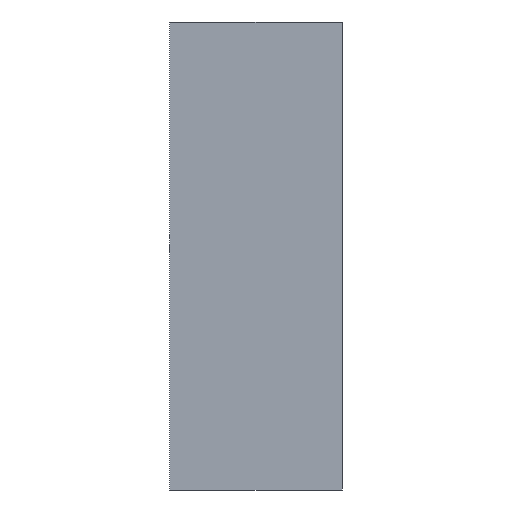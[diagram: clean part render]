
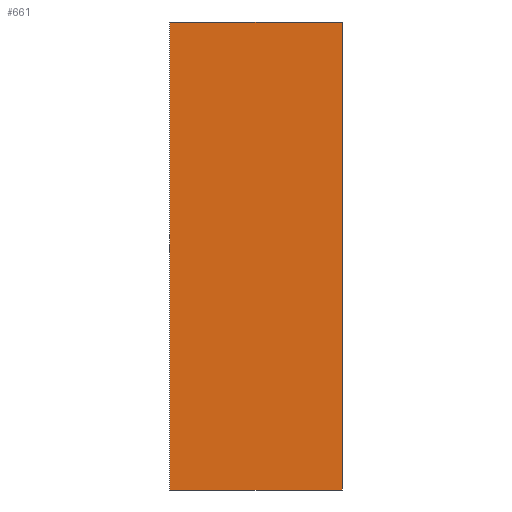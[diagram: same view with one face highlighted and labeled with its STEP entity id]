
A CAD part, front view. The second image highlights one B-rep face of the part: STEP entity #661.
In plain terms, the highlighted planar face has unit normal (0, -1, 0).
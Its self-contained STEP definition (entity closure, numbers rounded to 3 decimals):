
#5 = DIRECTION ( 'NONE',  ( 0., 0., -1. ) ) ;
#48 = PLANE ( 'NONE',  #127 ) ;
#65 = ORIENTED_EDGE ( 'NONE', *, *, #671, .F. ) ;
#127 = AXIS2_PLACEMENT_3D ( 'NONE', #327, #256, #408 ) ;
#157 = VERTEX_POINT ( 'NONE', #868 ) ;
#227 = ORIENTED_EDGE ( 'NONE', *, *, #476, .T. ) ;
#233 = EDGE_CURVE ( 'NONE', #646, #650, #601, .T. ) ;
#235 = VECTOR ( 'NONE', #5, 1000. ) ;
#256 = DIRECTION ( 'NONE',  ( 0., 1., 0. ) ) ;
#270 = CARTESIAN_POINT ( 'NONE',  ( 14.75, -6.895, 79.9 ) ) ;
#280 = EDGE_LOOP ( 'NONE', ( #227, #65, #547, #705 ) ) ;
#287 = LINE ( 'NONE', #502, #235 ) ;
#295 = VECTOR ( 'NONE', #846, 1000. ) ;
#308 = LINE ( 'NONE', #448, #760 ) ;
#327 = CARTESIAN_POINT ( 'NONE',  ( -14.75, -6.895, 79.9 ) ) ;
#373 = EDGE_CURVE ( 'NONE', #646, #157, #287, .T. ) ;
#397 = FACE_OUTER_BOUND ( 'NONE', #280, .T. ) ;
#398 = CARTESIAN_POINT ( 'NONE',  ( -14.75, -6.895, 79.9 ) ) ;
#408 = DIRECTION ( 'NONE',  ( 0., 0., 1. ) ) ;
#448 = CARTESIAN_POINT ( 'NONE',  ( -14.75, -6.895, 0. ) ) ;
#457 = DIRECTION ( 'NONE',  ( 1., 0., 0. ) ) ;
#476 = EDGE_CURVE ( 'NONE', #157, #647, #308, .T. ) ;
#502 = CARTESIAN_POINT ( 'NONE',  ( -14.75, -6.895, 79.9 ) ) ;
#504 = VECTOR ( 'NONE', #604, 1000. ) ;
#543 = CARTESIAN_POINT ( 'NONE',  ( 14.75, -6.895, 79.9 ) ) ;
#547 = ORIENTED_EDGE ( 'NONE', *, *, #233, .F. ) ;
#601 = LINE ( 'NONE', #398, #504 ) ;
#604 = DIRECTION ( 'NONE',  ( 1., 0., 0. ) ) ;
#617 = CARTESIAN_POINT ( 'NONE',  ( -14.75, -6.895, 79.9 ) ) ;
#631 = CARTESIAN_POINT ( 'NONE',  ( 14.75, -6.895, 0. ) ) ;
#646 = VERTEX_POINT ( 'NONE', #617 ) ;
#647 = VERTEX_POINT ( 'NONE', #631 ) ;
#650 = VERTEX_POINT ( 'NONE', #270 ) ;
#661 = ADVANCED_FACE ( 'NONE', ( #397 ), #48, .F. ) ;
#671 = EDGE_CURVE ( 'NONE', #650, #647, #701, .T. ) ;
#701 = LINE ( 'NONE', #543, #295 ) ;
#705 = ORIENTED_EDGE ( 'NONE', *, *, #373, .T. ) ;
#760 = VECTOR ( 'NONE', #457, 1000. ) ;
#846 = DIRECTION ( 'NONE',  ( 0., 0., -1. ) ) ;
#868 = CARTESIAN_POINT ( 'NONE',  ( -14.75, -6.895, 0. ) ) ;
